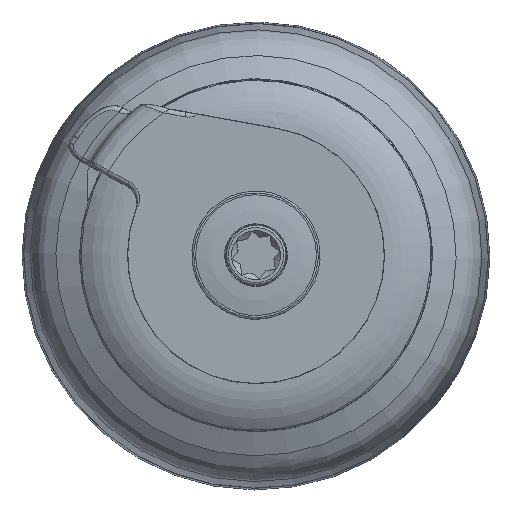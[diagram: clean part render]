
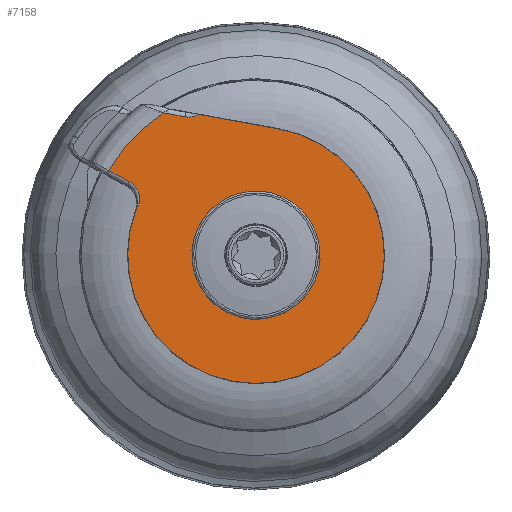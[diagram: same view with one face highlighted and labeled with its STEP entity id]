
A CAD part, top view. The second image highlights one B-rep face of the part: STEP entity #7158.
In plain terms, the highlighted planar face has unit normal (0, 0, 1).
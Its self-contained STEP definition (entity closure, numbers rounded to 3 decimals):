
#635=LINE('',#13324,#1053);
#636=LINE('',#13328,#1054);
#637=LINE('',#13333,#1055);
#1053=VECTOR('',#9605,11.766);
#1054=VECTOR('',#9608,12.609);
#1055=VECTOR('',#9613,43.343);
#1400=FACE_BOUND('',#2286,.T.);
#1760=FACE_OUTER_BOUND('',#2285,.T.);
#2285=EDGE_LOOP('',(#6054,#6055,#6056,#6057,#6058,#6059,#6060));
#2286=EDGE_LOOP('',(#6061));
#2709=CIRCLE('',#7878,10.);
#2710=CIRCLE('',#7879,90.);
#2711=CIRCLE('',#7880,10.);
#2712=CIRCLE('',#7881,68.);
#2713=CIRCLE('',#7882,34.);
#3341=VERTEX_POINT('',#13320);
#3342=VERTEX_POINT('',#13321);
#3343=VERTEX_POINT('',#13323);
#3344=VERTEX_POINT('',#13325);
#3345=VERTEX_POINT('',#13327);
#3346=VERTEX_POINT('',#13329);
#3347=VERTEX_POINT('',#13331);
#3348=VERTEX_POINT('',#13334);
#4282=EDGE_CURVE('',#3341,#3342,#2709,.T.);
#4283=EDGE_CURVE('',#3343,#3341,#635,.T.);
#4284=EDGE_CURVE('',#3344,#3343,#2710,.T.);
#4285=EDGE_CURVE('',#3345,#3344,#636,.T.);
#4286=EDGE_CURVE('',#3346,#3345,#2711,.T.);
#4287=EDGE_CURVE('',#3346,#3347,#2712,.T.);
#4288=EDGE_CURVE('',#3347,#3342,#637,.T.);
#4289=EDGE_CURVE('',#3348,#3348,#2713,.T.);
#6054=ORIENTED_EDGE('',*,*,#4282,.F.);
#6055=ORIENTED_EDGE('',*,*,#4283,.F.);
#6056=ORIENTED_EDGE('',*,*,#4284,.F.);
#6057=ORIENTED_EDGE('',*,*,#4285,.F.);
#6058=ORIENTED_EDGE('',*,*,#4286,.F.);
#6059=ORIENTED_EDGE('',*,*,#4287,.T.);
#6060=ORIENTED_EDGE('',*,*,#4288,.T.);
#6061=ORIENTED_EDGE('',*,*,#4289,.F.);
#6798=PLANE('',#7877);
#7158=ADVANCED_FACE('',(#1760,#1400),#6798,.T.);
#7877=AXIS2_PLACEMENT_3D('',#13319,#9601,#9602);
#7878=AXIS2_PLACEMENT_3D('',#13322,#9603,#9604);
#7879=AXIS2_PLACEMENT_3D('',#13326,#9606,#9607);
#7880=AXIS2_PLACEMENT_3D('',#13330,#9609,#9610);
#7881=AXIS2_PLACEMENT_3D('',#13332,#9611,#9612);
#7882=AXIS2_PLACEMENT_3D('',#13335,#9614,#9615);
#9601=DIRECTION('center_axis',(0.,0.,
1.));
#9602=DIRECTION('ref_axis',(0.473,0.881,0.));
#9603=DIRECTION('center_axis',(0.,0.,
1.));
#9604=DIRECTION('ref_axis',(-0.473,-0.881,0.));
#9605=DIRECTION('',(0.984,-0.178,0.));
#9606=DIRECTION('center_axis',(0.,0.,
-1.));
#9607=DIRECTION('ref_axis',(-0.881,0.473,0.));
#9608=DIRECTION('',(-0.881,0.473,0.));
#9609=DIRECTION('center_axis',(0.,0.,
1.));
#9610=DIRECTION('ref_axis',(-0.473,-0.881,0.));
#9611=DIRECTION('center_axis',(0.,0.,
1.));
#9612=DIRECTION('ref_axis',(0.934,-0.357,0.));
#9613=DIRECTION('',(-0.984,0.178,0.));
#9614=DIRECTION('center_axis',(0.,0.,
1.));
#9615=DIRECTION('ref_axis',(-0.961,-0.278,0.));
#13319=CARTESIAN_POINT('Origin',(-54.239,29.149,259.4));
#13320=CARTESIAN_POINT('',(-37.499,73.347,259.4));
#13321=CARTESIAN_POINT('',(-30.545,74.63,259.4));
#13322=CARTESIAN_POINT('Origin',(-35.719,83.188,259.4));
#13323=CARTESIAN_POINT('',(-49.077,75.442,259.4));
#13324=CARTESIAN_POINT('',(-37.499,73.347,259.4));
#13325=CARTESIAN_POINT('',(-78.063,44.791,259.4));
#13326=CARTESIAN_POINT('Origin',(0.,0.,
259.4));
#13327=CARTESIAN_POINT('',(-66.956,38.822,259.4));
#13328=CARTESIAN_POINT('',(-78.093,44.807,259.4));
#13329=CARTESIAN_POINT('',(-63.542,24.216,259.4));
#13330=CARTESIAN_POINT('Origin',(-71.69,30.013,259.4));
#13331=CARTESIAN_POINT('',(12.105,66.914,259.4));
#13332=CARTESIAN_POINT('Origin',(0.,0.,
259.4));
#13333=CARTESIAN_POINT('',(-16.707,72.126,259.4));
#13334=CARTESIAN_POINT('',(-32.66,-9.451,259.4));
#13335=CARTESIAN_POINT('Origin',(0.,0.,
259.4));
